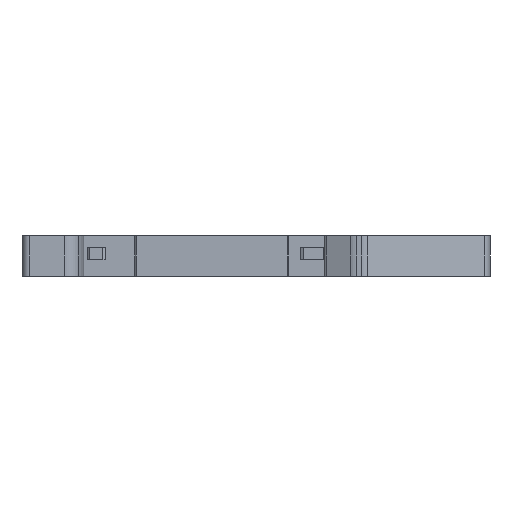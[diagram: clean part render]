
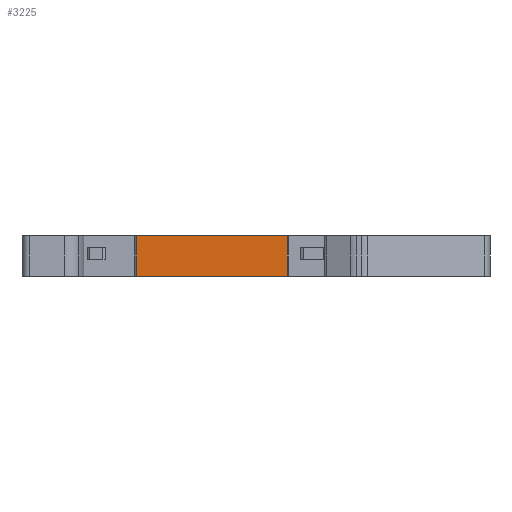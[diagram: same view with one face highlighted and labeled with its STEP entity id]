
A CAD part, front view. The second image highlights one B-rep face of the part: STEP entity #3225.
In plain terms, the highlighted planar face has unit normal (0, -1, 0).
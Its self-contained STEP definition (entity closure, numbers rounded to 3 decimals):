
#659=DIRECTION('',(1.,0.,0.));
#660=VECTOR('',#659,19.6);
#661=CARTESIAN_POINT('',(-9.8,0.,5.2));
#662=LINE('',#661,#660);
#663=DIRECTION('',(-1.,0.,0.));
#664=VECTOR('',#663,19.6);
#665=CARTESIAN_POINT('',(9.8,0.,0.));
#666=LINE('',#665,#664);
#667=DIRECTION('',(0.,0.,1.));
#668=VECTOR('',#667,5.2);
#669=CARTESIAN_POINT('',(-9.8,0.,0.));
#670=LINE('',#669,#668);
#1949=DIRECTION('',(0.,0.,1.));
#1950=VECTOR('',#1949,5.2);
#1951=CARTESIAN_POINT('',(9.8,0.,0.));
#1952=LINE('',#1951,#1950);
#2325=CARTESIAN_POINT('',(-9.8,0.,0.));
#2326=CARTESIAN_POINT('',(-9.8,0.,5.2));
#2327=VERTEX_POINT('',#2325);
#2328=VERTEX_POINT('',#2326);
#2531=CARTESIAN_POINT('',(9.8,0.,0.));
#2533=VERTEX_POINT('',#2531);
#2675=CARTESIAN_POINT('',(9.8,0.,5.2));
#2677=VERTEX_POINT('',#2675);
#3211=CARTESIAN_POINT('',(-9.8,0.,0.));
#3212=DIRECTION('',(0.,-1.,0.));
#3213=DIRECTION('',(1.,0.,0.));
#3214=AXIS2_PLACEMENT_3D('',#3211,#3212,#3213);
#3215=PLANE('',#3214);
#3217=ORIENTED_EDGE('',*,*,#3216,.T.);
#3219=ORIENTED_EDGE('',*,*,#3218,.F.);
#3220=ORIENTED_EDGE('',*,*,#2906,.T.);
#3222=ORIENTED_EDGE('',*,*,#3221,.T.);
#3223=EDGE_LOOP('',(#3217,#3219,#3220,#3222));
#3224=FACE_OUTER_BOUND('',#3223,.F.);
#3225=ADVANCED_FACE('',(#3224),#3215,.T.);
#2906=EDGE_CURVE('',#2533,#2327,#666,.T.);
#3216=EDGE_CURVE('',#2328,#2677,#662,.T.);
#3218=EDGE_CURVE('',#2533,#2677,#1952,.T.);
#3221=EDGE_CURVE('',#2327,#2328,#670,.T.);
